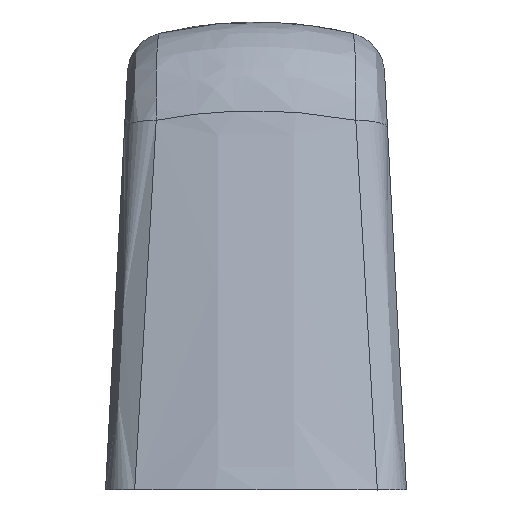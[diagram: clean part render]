
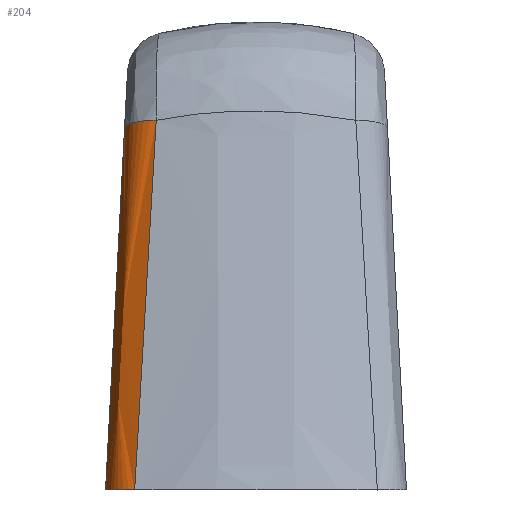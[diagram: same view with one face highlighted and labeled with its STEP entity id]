
A CAD part, left-side view. The second image highlights one B-rep face of the part: STEP entity #204.
In plain terms, the highlighted free-form (B-spline) face has degree [3, 2] with [8, 3] control points.
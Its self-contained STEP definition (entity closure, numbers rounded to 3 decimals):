
#204 = ADVANCED_FACE( '', ( #434 ), #435, .T. );
#434 = FACE_OUTER_BOUND( '', #2373, .T. );
#435 = ( BOUNDED_SURFACE(  )B_SPLINE_SURFACE( 3, 2, ( ( #2376, #2377, #2378 ), ( #2379, #2380, #2381 ), ( #2382, #2383, #2384 ), ( #2385, #2386, #2387 ), ( #2388, #2389, #2390 ), ( #2391, #2392, #2393 ), ( #2394, #2395, #2396 ), ( #2397, #2398, #2399 ) ), .UNSPECIFIED., .F., .F., .F. )B_SPLINE_SURFACE_WITH_KNOTS( ( 4, 2, 2, 4 ), ( 3, 3 ), ( 0., 0.023, 0.034, 0.046 ), ( 0., 1. ), .UNSPECIFIED. )GEOMETRIC_REPRESENTATION_ITEM(  )RATIONAL_B_SPLINE_SURFACE( ( ( 1., 0.791, 1. ), ( 1., 0.794, 1. ), ( 1., 0.797, 1. ), ( 1., 0.801, 1. ), ( 1., 0.802, 1. ), ( 1., 0.805, 1. ), ( 1., 0.806, 1. ), ( 1., 0.808, 1. ) ) )REPRESENTATION_ITEM( '' )SURFACE(  ) );
#2373 = EDGE_LOOP( '', ( #3727, #3728, #3729, #3730 ) );
#2376 = CARTESIAN_POINT( '', ( -62.759, 15.729, 43.33 ) );
#2377 = CARTESIAN_POINT( '', ( -66.519, 15.683, 44.214 ) );
#2378 = CARTESIAN_POINT( '', ( -67.468, 11.939, 44.242 ) );
#2379 = CARTESIAN_POINT( '', ( -64.508, 16.118, 35.917 ) );
#2380 = CARTESIAN_POINT( '', ( -68.227, 16.07, 36.818 ) );
#2381 = CARTESIAN_POINT( '', ( -69.206, 12.371, 36.827 ) );
#2382 = CARTESIAN_POINT( '', ( -66.252, 16.506, 28.504 ) );
#2383 = CARTESIAN_POINT( '', ( -69.936, 16.46, 29.394 ) );
#2384 = CARTESIAN_POINT( '', ( -70.939, 12.804, 29.411 ) );
#2385 = CARTESIAN_POINT( '', ( -68.858, 17.089, 17.381 ) );
#2386 = CARTESIAN_POINT( '', ( -72.496, 17.044, 18.237 ) );
#2387 = CARTESIAN_POINT( '', ( -73.528, 13.452, 18.284 ) );
#2388 = CARTESIAN_POINT( '', ( -69.726, 17.283, 13.673 ) );
#2389 = CARTESIAN_POINT( '', ( -73.347, 17.239, 14.524 ) );
#2390 = CARTESIAN_POINT( '', ( -74.389, 13.668, 14.574 ) );
#2391 = CARTESIAN_POINT( '', ( -71.458, 17.672, 6.257 ) );
#2392 = CARTESIAN_POINT( '', ( -75.045, 17.628, 7.098 ) );
#2393 = CARTESIAN_POINT( '', ( -76.109, 14.101, 7.155 ) );
#2394 = CARTESIAN_POINT( '', ( -72.323, 17.866, 2.548 ) );
#2395 = CARTESIAN_POINT( '', ( -75.893, 17.823, 3.385 ) );
#2396 = CARTESIAN_POINT( '', ( -76.968, 14.317, 3.445 ) );
#2397 = CARTESIAN_POINT( '', ( -73.186, 18.061, -1.16 ) );
#2398 = CARTESIAN_POINT( '', ( -76.741, 18.018, -0.335 ) );
#2399 = CARTESIAN_POINT( '', ( -77.825, 14.533, -0.266 ) );
#3727 = ORIENTED_EDGE( '', *, *, #4182, .F. );
#3728 = ORIENTED_EDGE( '', *, *, #4183, .F. );
#3729 = ORIENTED_EDGE( '', *, *, #4017, .F. );
#3730 = ORIENTED_EDGE( '', *, *, #4035, .F. );
#4017 = EDGE_CURVE( '', #4328, #4329, #4330, .T. );
#4035 = EDGE_CURVE( '', #4358, #4328, #4360, .T. );
#4182 = EDGE_CURVE( '', #4562, #4358, #4563, .T. );
#4183 = EDGE_CURVE( '', #4329, #4562, #4564, .T. );
#4328 = VERTEX_POINT( '', #5056 );
#4329 = VERTEX_POINT( '', #5057 );
#4330 = CIRCLE( '', #5058, 5. );
#4358 = VERTEX_POINT( '', #5226 );
#4360 = B_SPLINE_CURVE_WITH_KNOTS( '', 3, ( #5229, #5230, #5231, #5232, #5233, #5234 ), .UNSPECIFIED., .F., .F., ( 4, 2, 4 ), ( 0., 0.022, 0.045 ), .UNSPECIFIED. );
#4562 = VERTEX_POINT( '', #5959 );
#4563 = B_SPLINE_CURVE_WITH_KNOTS( '', 3, ( #5960, #5961, #5962, #5963, #5964, #5965, #5966, #5967, #5968, #5969, #5970, #5971, #5972, #5973, #5974, #5975, #5976, #5977, #5978, #5979, #5980, #5981, #5982, #5983, #5984, #5985, #5986, #5987, #5988, #5989, #5990, #5991, #5992, #5993, #5994, #5995, #5996, #5997, #5998 ), .UNSPECIFIED., .F., .F., ( 4, 1, 1, 1, 2, 2, 2, 1, 2, 1, 1, 2, 2, 2, 1, 2, 1, 1, 2, 2, 2, 1, 1, 1, 1, 4 ), ( 0., 0., 0.001, 0.001, 0.002, 0.002, 0.002, 0.002, 0.002, 0.002, 0.003, 0.003, 0.003, 0.003, 0.003, 0.004, 0.004, 0.004, 0.005, 0.005, 0.005, 0.005, 0.005, 0.006, 0.006, 0.006 ), .UNSPECIFIED. );
#4564 = B_SPLINE_CURVE_WITH_KNOTS( '', 3, ( #5999, #6000, #6001, #6002, #6003, #6004, #6005, #6006 ), .UNSPECIFIED., .F., .F., ( 4, 2, 2, 4 ), ( 0., 0.023, 0.034, 0.045 ), .UNSPECIFIED. );
#5056 = CARTESIAN_POINT( '', ( -62.759, 15.729, 43.33 ) );
#5057 = CARTESIAN_POINT( '', ( -67.468, 11.939, 44.242 ) );
#5058 = AXIS2_PLACEMENT_3D( '', #6170, #6171, #6172 );
#5226 = CARTESIAN_POINT( '', ( -72.916, 18., 0. ) );
#5229 = CARTESIAN_POINT( '', ( -72.916, 18., 0. ) );
#5230 = CARTESIAN_POINT( '', ( -71.234, 17.621, 7.224 ) );
#5231 = CARTESIAN_POINT( '', ( -69.546, 17.243, 14.447 ) );
#5232 = CARTESIAN_POINT( '', ( -66.161, 16.486, 28.89 ) );
#5233 = CARTESIAN_POINT( '', ( -64.462, 16.108, 36.111 ) );
#5234 = CARTESIAN_POINT( '', ( -62.759, 15.729, 43.33 ) );
#5959 = CARTESIAN_POINT( '', ( -77.763, 14.518, 0. ) );
#5960 = CARTESIAN_POINT( '', ( -77.763, 14.518, 0. ) );
#5961 = CARTESIAN_POINT( '', ( -77.723, 14.646, 0. ) );
#5962 = CARTESIAN_POINT( '', ( -77.632, 14.897, 0. ) );
#5963 = CARTESIAN_POINT( '', ( -77.467, 15.258, 0. ) );
#5964 = CARTESIAN_POINT( '', ( -77.273, 15.605, 0. ) );
#5965 = CARTESIAN_POINT( '', ( -77.125, 15.826, 0. ) );
#5966 = CARTESIAN_POINT( '', ( -77.036, 15.947, 0. ) );
#5967 = CARTESIAN_POINT( '', ( -77.026, 15.961, 0. ) );
#5968 = CARTESIAN_POINT( '', ( -77.006, 15.988, 0. ) );
#5969 = CARTESIAN_POINT( '', ( -76.995, 16.001, 0. ) );
#5970 = CARTESIAN_POINT( '', ( -76.965, 16.041, 0. ) );
#5971 = CARTESIAN_POINT( '', ( -76.903, 16.12, 0. ) );
#5972 = CARTESIAN_POINT( '', ( -76.839, 16.197, 0. ) );
#5973 = CARTESIAN_POINT( '', ( -76.709, 16.348, 0. ) );
#5974 = CARTESIAN_POINT( '', ( -76.527, 16.542, 0. ) );
#5975 = CARTESIAN_POINT( '', ( -76.234, 16.809, 0. ) );
#5976 = CARTESIAN_POINT( '', ( -76.023, 16.972, 0. ) );
#5977 = CARTESIAN_POINT( '', ( -75.887, 17.068, 0. ) );
#5978 = CARTESIAN_POINT( '', ( -75.86, 17.088, 0. ) );
#5979 = CARTESIAN_POINT( '', ( -75.818, 17.116, 0. ) );
#5980 = CARTESIAN_POINT( '', ( -75.804, 17.125, 0. ) );
#5981 = CARTESIAN_POINT( '', ( -75.776, 17.144, 0. ) );
#5982 = CARTESIAN_POINT( '', ( -75.706, 17.19, 0. ) );
#5983 = CARTESIAN_POINT( '', ( -75.636, 17.234, 0. ) );
#5984 = CARTESIAN_POINT( '', ( -75.464, 17.337, 0. ) );
#5985 = CARTESIAN_POINT( '', ( -75.231, 17.464, 0. ) );
#5986 = CARTESIAN_POINT( '', ( -74.869, 17.627, 0. ) );
#5987 = CARTESIAN_POINT( '', ( -74.619, 17.717, 0. ) );
#5988 = CARTESIAN_POINT( '', ( -74.429, 17.777, 0. ) );
#5989 = CARTESIAN_POINT( '', ( -74.364, 17.796, 0. ) );
#5990 = CARTESIAN_POINT( '', ( -74.284, 17.818, 0. ) );
#5991 = CARTESIAN_POINT( '', ( -74.267, 17.823, 0. ) );
#5992 = CARTESIAN_POINT( '', ( -74.235, 17.831, 0. ) );
#5993 = CARTESIAN_POINT( '', ( -74.186, 17.844, 0. ) );
#5994 = CARTESIAN_POINT( '', ( -74.008, 17.887, 0. ) );
#5995 = CARTESIAN_POINT( '', ( -73.713, 17.944, 0. ) );
#5996 = CARTESIAN_POINT( '', ( -73.317, 17.99, 0. ) );
#5997 = CARTESIAN_POINT( '', ( -73.05, 18., 0. ) );
#5998 = CARTESIAN_POINT( '', ( -72.916, 18., 0. ) );
#5999 = CARTESIAN_POINT( '', ( -67.468, 11.939, 44.242 ) );
#6000 = CARTESIAN_POINT( '', ( -69.196, 12.369, 36.871 ) );
#6001 = CARTESIAN_POINT( '', ( -70.918, 12.799, 29.499 ) );
#6002 = CARTESIAN_POINT( '', ( -73.492, 13.443, 18.439 ) );
#6003 = CARTESIAN_POINT( '', ( -74.348, 13.658, 14.751 ) );
#6004 = CARTESIAN_POINT( '', ( -76.058, 14.088, 7.376 ) );
#6005 = CARTESIAN_POINT( '', ( -76.911, 14.303, 3.688 ) );
#6006 = CARTESIAN_POINT( '', ( -77.763, 14.518, 0. ) );
#6170 = CARTESIAN_POINT( '', ( -62.759, 10.736, 43.068 ) );
#6171 = DIRECTION( '', ( 0.229, -0.051, 0.972 ) );
#6172 = DIRECTION( '', ( 0.973, 0., -0.23 ) );
